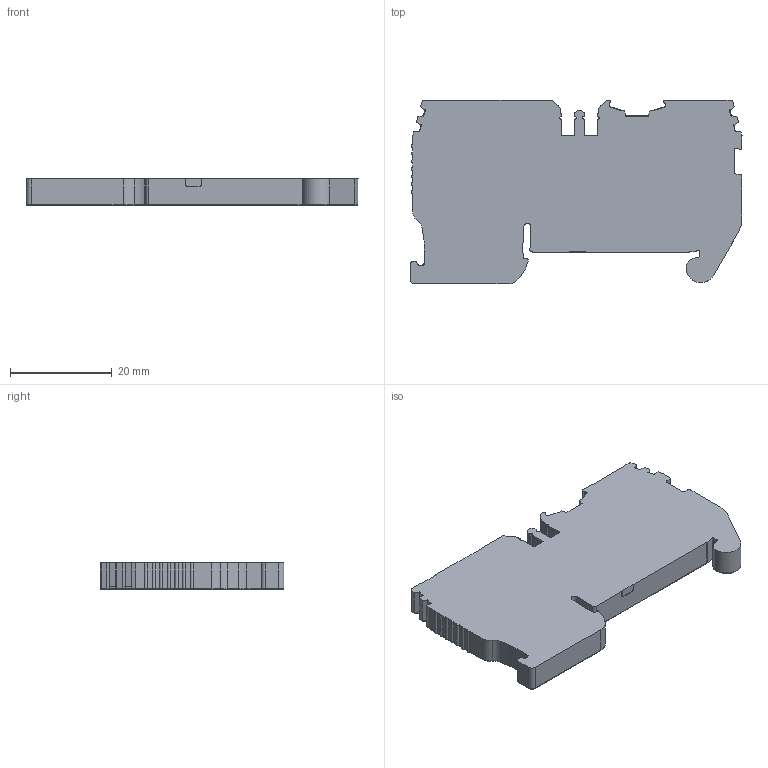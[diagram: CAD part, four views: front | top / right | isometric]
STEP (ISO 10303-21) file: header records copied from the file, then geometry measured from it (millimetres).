
FILE_DESCRIPTION (( 'STEP AP214' ), '1' );
FILE_NAME ('310139_CTP 2.5E_GR.STP', '2016-07-28T09:31:28', ( '' ), ( '' ), 'SwSTEP 2.0', 'SolidWorks 2016', '' );
FILE_SCHEMA (( 'AUTOMOTIVE_DESIGN' ));
Length unit declared in the file: millimetre
Products named in the file (1): 310139_CTP 2.5E_GR
Bounding box: 65.12 x 36.07 x 5.15 mm (x, y, z)
Volume: 10082.8 mm3; surface area: 5295.8 mm2
Topology: 1 solids, 1 shells, 501 faces, 1489 edges, 995 vertices
Faces by surface type: plane 302, cylinder 199
Entity records: 16878 total; most frequent: CARTESIAN_POINT 3026, ORIENTED_EDGE 2978, DIRECTION 2876, EDGE_CURVE 1489, LINE 1086, VECTOR 1086, VERTEX_POINT 995, AXIS2_PLACEMENT_3D 895
